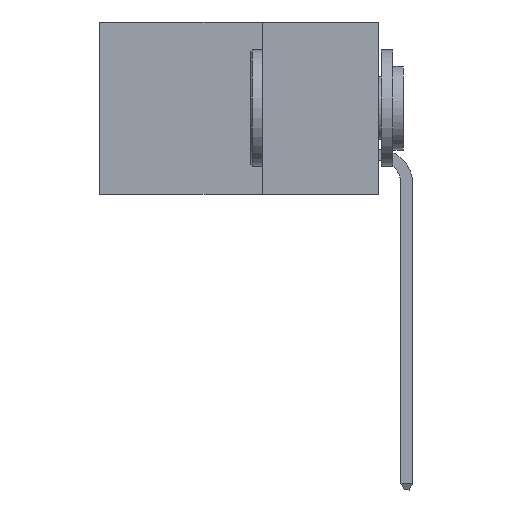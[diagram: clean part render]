
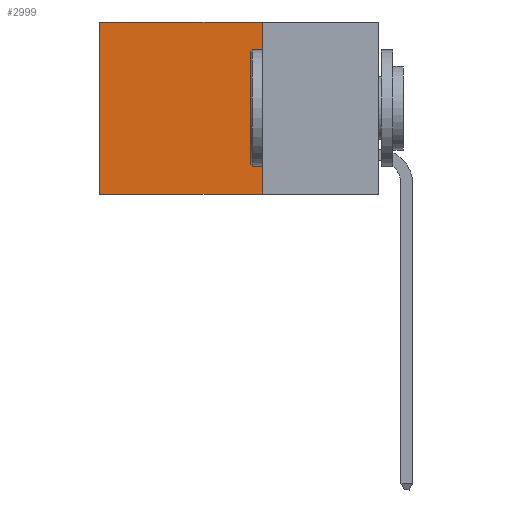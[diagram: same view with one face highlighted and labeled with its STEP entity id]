
A CAD part, left-side view. The second image highlights one B-rep face of the part: STEP entity #2999.
In plain terms, the highlighted planar face has unit normal (-1, 0, 0).
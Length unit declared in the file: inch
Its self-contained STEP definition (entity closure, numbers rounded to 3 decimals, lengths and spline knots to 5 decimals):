
#388 = DIRECTION ( 'NONE',  ( 0., 0., -1. ) ) ;
#742 = CARTESIAN_POINT ( 'NONE',  ( 0.298, 0.6, -0.37 ) ) ;
#952 = ORIENTED_EDGE ( 'NONE', *, *, #3561, .F. ) ;
#1827 = EDGE_CURVE ( 'NONE', #3501, #13970, #6305, .T. ) ;
#2147 = VECTOR ( 'NONE', #11409, 39.37008 ) ;
#2999 = ADVANCED_FACE ( 'NONE', ( #9096 ), #8065, .F. ) ;
#3501 = VERTEX_POINT ( 'NONE', #12318 ) ;
#3561 = EDGE_CURVE ( 'NONE', #13747, #3501, #6239, .T. ) ;
#3746 = CARTESIAN_POINT ( 'NONE',  ( 0.298, 0.6, 0. ) ) ;
#3781 = DIRECTION ( 'NONE',  ( 0., 0., -1. ) ) ;
#4591 = VECTOR ( 'NONE', #16346, 39.37008 ) ;
#4766 = CARTESIAN_POINT ( 'NONE',  ( 0.298, 0.25, 0. ) ) ;
#4830 = ORIENTED_EDGE ( 'NONE', *, *, #10208, .T. ) ;
#5005 = LINE ( 'NONE', #16256, #4591 ) ;
#5557 = LINE ( 'NONE', #11677, #2147 ) ;
#5763 = EDGE_LOOP ( 'NONE', ( #10277, #16398, #952, #4830 ) ) ;
#6230 = DIRECTION ( 'NONE',  ( 1., 0., 0. ) ) ;
#6239 = LINE ( 'NONE', #16503, #13037 ) ;
#6305 = LINE ( 'NONE', #15325, #9331 ) ;
#7801 = DIRECTION ( 'NONE',  ( 0., 1., 0. ) ) ;
#8052 = AXIS2_PLACEMENT_3D ( 'NONE', #4766, #6230, #3781 ) ;
#8065 = PLANE ( 'NONE',  #8052 ) ;
#9096 = FACE_OUTER_BOUND ( 'NONE', #5763, .T. ) ;
#9331 = VECTOR ( 'NONE', #7801, 39.37008 ) ;
#10208 = EDGE_CURVE ( 'NONE', #13747, #15534, #5005, .T. ) ;
#10277 = ORIENTED_EDGE ( 'NONE', *, *, #11248, .T. ) ;
#11248 = EDGE_CURVE ( 'NONE', #15534, #13970, #5557, .T. ) ;
#11409 = DIRECTION ( 'NONE',  ( 0., 0., -1. ) ) ;
#11677 = CARTESIAN_POINT ( 'NONE',  ( 0.298, 0.6, 0. ) ) ;
#12318 = CARTESIAN_POINT ( 'NONE',  ( 0.298, 0.25, -0.37 ) ) ;
#13037 = VECTOR ( 'NONE', #388, 39.37008 ) ;
#13747 = VERTEX_POINT ( 'NONE', #14416 ) ;
#13970 = VERTEX_POINT ( 'NONE', #742 ) ;
#14416 = CARTESIAN_POINT ( 'NONE',  ( 0.298, 0.25, 0. ) ) ;
#15325 = CARTESIAN_POINT ( 'NONE',  ( 0.298, 0.25, -0.37 ) ) ;
#15534 = VERTEX_POINT ( 'NONE', #3746 ) ;
#16256 = CARTESIAN_POINT ( 'NONE',  ( 0.298, 0.25, 0. ) ) ;
#16346 = DIRECTION ( 'NONE',  ( 0., 1., 0. ) ) ;
#16398 = ORIENTED_EDGE ( 'NONE', *, *, #1827, .F. ) ;
#16503 = CARTESIAN_POINT ( 'NONE',  ( 0.298, 0.25, 0. ) ) ;
